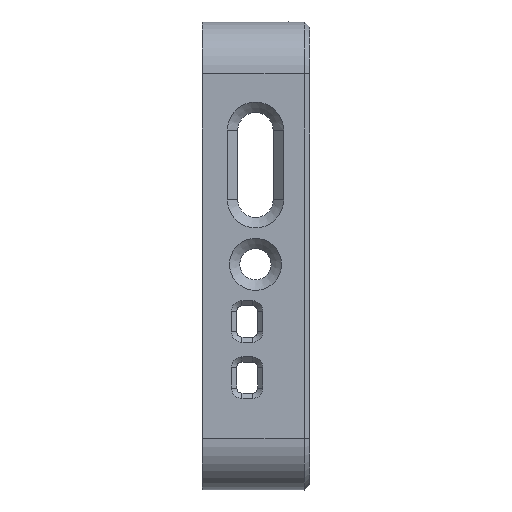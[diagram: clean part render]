
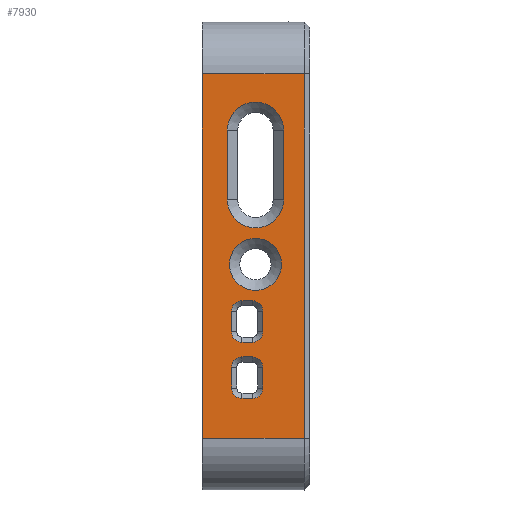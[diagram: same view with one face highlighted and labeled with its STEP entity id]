
A CAD part, left-side view. The second image highlights one B-rep face of the part: STEP entity #7930.
In plain terms, the highlighted planar face has unit normal (-1, 0, 0).
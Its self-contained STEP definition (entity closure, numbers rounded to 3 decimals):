
#52=FACE_BOUND('',#709,.T.);
#53=FACE_BOUND('',#710,.T.);
#54=FACE_BOUND('',#711,.T.);
#55=FACE_BOUND('',#712,.T.);
#99=PLANE('',#8472);
#246=FACE_OUTER_BOUND('',#708,.T.);
#708=EDGE_LOOP('',(#5364,#5365,#5366,#5367));
#709=EDGE_LOOP('',(#5368,#5369,#5370,#5371,#5372,#5373,#5374,#5375));
#710=EDGE_LOOP('',(#5376));
#711=EDGE_LOOP('',(#5377,#5378,#5379,#5380));
#712=EDGE_LOOP('',(#5381,#5382,#5383,#5384,#5385,#5386,#5387,#5388));
#1221=LINE('',#12580,#1822);
#1226=LINE('',#12596,#1827);
#1230=LINE('',#12608,#1831);
#1234=LINE('',#12620,#1835);
#1238=LINE('',#12631,#1839);
#1247=LINE('',#12654,#1848);
#1248=LINE('',#12655,#1849);
#1249=LINE('',#12656,#1850);
#1250=LINE('',#12659,#1851);
#1251=LINE('',#12663,#1852);
#1252=LINE('',#12667,#1853);
#1253=LINE('',#12671,#1854);
#1254=LINE('',#12679,#1855);
#1255=LINE('',#12682,#1856);
#1822=VECTOR('',#9743,10.);
#1827=VECTOR('',#9758,10.);
#1831=VECTOR('',#9770,10.);
#1835=VECTOR('',#9782,10.);
#1839=VECTOR('',#9794,10.);
#1848=VECTOR('',#9817,10.);
#1849=VECTOR('',#9818,10.);
#1850=VECTOR('',#9819,10.);
#1851=VECTOR('',#9820,10.);
#1852=VECTOR('',#9823,10.);
#1853=VECTOR('',#9826,10.);
#1854=VECTOR('',#9829,10.);
#1855=VECTOR('',#9836,10.);
#1856=VECTOR('',#9839,10.);
#2397=CIRCLE('',#8452,1.);
#2399=CIRCLE('',#8456,1.);
#2401=CIRCLE('',#8460,1.);
#2403=CIRCLE('',#8464,1.);
#2406=CIRCLE('',#8473,1.);
#2407=CIRCLE('',#8474,1.);
#2408=CIRCLE('',#8475,1.);
#2409=CIRCLE('',#8476,1.);
#2410=CIRCLE('',#8477,2.5);
#2411=CIRCLE('',#8478,2.7);
#2412=CIRCLE('',#8479,2.7);
#3090=VERTEX_POINT('',#12577);
#3091=VERTEX_POINT('',#12579);
#3093=VERTEX_POINT('',#12586);
#3096=VERTEX_POINT('',#12591);
#3097=VERTEX_POINT('',#12595);
#3099=VERTEX_POINT('',#12601);
#3101=VERTEX_POINT('',#12607);
#3103=VERTEX_POINT('',#12613);
#3105=VERTEX_POINT('',#12619);
#3107=VERTEX_POINT('',#12625);
#3114=VERTEX_POINT('',#12652);
#3115=VERTEX_POINT('',#12653);
#3116=VERTEX_POINT('',#12657);
#3117=VERTEX_POINT('',#12658);
#3118=VERTEX_POINT('',#12660);
#3119=VERTEX_POINT('',#12662);
#3120=VERTEX_POINT('',#12664);
#3121=VERTEX_POINT('',#12666);
#3122=VERTEX_POINT('',#12668);
#3123=VERTEX_POINT('',#12670);
#3124=VERTEX_POINT('',#12673);
#3125=VERTEX_POINT('',#12675);
#3126=VERTEX_POINT('',#12676);
#3127=VERTEX_POINT('',#12678);
#3128=VERTEX_POINT('',#12680);
#3948=EDGE_CURVE('',#3090,#3091,#1221,.T.);
#3955=EDGE_CURVE('',#3096,#3093,#2397,.T.);
#3956=EDGE_CURVE('',#3093,#3097,#1226,.T.);
#3961=EDGE_CURVE('',#3097,#3099,#2399,.T.);
#3962=EDGE_CURVE('',#3099,#3101,#1230,.T.);
#3967=EDGE_CURVE('',#3101,#3103,#2401,.T.);
#3968=EDGE_CURVE('',#3103,#3105,#1234,.T.);
#3973=EDGE_CURVE('',#3105,#3107,#2403,.T.);
#3974=EDGE_CURVE('',#3107,#3096,#1238,.T.);
#3985=EDGE_CURVE('',#3114,#3115,#1247,.T.);
#3986=EDGE_CURVE('',#3114,#3091,#1248,.T.);
#3987=EDGE_CURVE('',#3115,#3090,#1249,.T.);
#3988=EDGE_CURVE('',#3116,#3117,#1250,.T.);
#3989=EDGE_CURVE('',#3118,#3116,#2406,.T.);
#3990=EDGE_CURVE('',#3119,#3118,#1251,.T.);
#3991=EDGE_CURVE('',#3120,#3119,#2407,.T.);
#3992=EDGE_CURVE('',#3121,#3120,#1252,.T.);
#3993=EDGE_CURVE('',#3122,#3121,#2408,.T.);
#3994=EDGE_CURVE('',#3123,#3122,#1253,.T.);
#3995=EDGE_CURVE('',#3117,#3123,#2409,.T.);
#3996=EDGE_CURVE('',#3124,#3124,#2410,.T.);
#3997=EDGE_CURVE('',#3125,#3126,#2411,.T.);
#3998=EDGE_CURVE('',#3127,#3125,#1254,.T.);
#3999=EDGE_CURVE('',#3128,#3127,#2412,.T.);
#4000=EDGE_CURVE('',#3126,#3128,#1255,.T.);
#5364=ORIENTED_EDGE('',*,*,#3985,.F.);
#5365=ORIENTED_EDGE('',*,*,#3986,.T.);
#5366=ORIENTED_EDGE('',*,*,#3948,.F.);
#5367=ORIENTED_EDGE('',*,*,#3987,.F.);
#5368=ORIENTED_EDGE('',*,*,#3988,.F.);
#5369=ORIENTED_EDGE('',*,*,#3989,.F.);
#5370=ORIENTED_EDGE('',*,*,#3990,.F.);
#5371=ORIENTED_EDGE('',*,*,#3991,.F.);
#5372=ORIENTED_EDGE('',*,*,#3992,.F.);
#5373=ORIENTED_EDGE('',*,*,#3993,.F.);
#5374=ORIENTED_EDGE('',*,*,#3994,.F.);
#5375=ORIENTED_EDGE('',*,*,#3995,.F.);
#5376=ORIENTED_EDGE('',*,*,#3996,.F.);
#5377=ORIENTED_EDGE('',*,*,#3997,.F.);
#5378=ORIENTED_EDGE('',*,*,#3998,.F.);
#5379=ORIENTED_EDGE('',*,*,#3999,.F.);
#5380=ORIENTED_EDGE('',*,*,#4000,.F.);
#5381=ORIENTED_EDGE('',*,*,#3955,.F.);
#5382=ORIENTED_EDGE('',*,*,#3974,.F.);
#5383=ORIENTED_EDGE('',*,*,#3973,.F.);
#5384=ORIENTED_EDGE('',*,*,#3968,.F.);
#5385=ORIENTED_EDGE('',*,*,#3967,.F.);
#5386=ORIENTED_EDGE('',*,*,#3962,.F.);
#5387=ORIENTED_EDGE('',*,*,#3961,.F.);
#5388=ORIENTED_EDGE('',*,*,#3956,.F.);
#7930=ADVANCED_FACE('',(#246,#52,#53,#54,#55),#99,.T.);
#8452=AXIS2_PLACEMENT_3D('',#12593,#9754,#9755);
#8456=AXIS2_PLACEMENT_3D('',#12605,#9766,#9767);
#8460=AXIS2_PLACEMENT_3D('',#12617,#9778,#9779);
#8464=AXIS2_PLACEMENT_3D('',#12629,#9790,#9791);
#8472=AXIS2_PLACEMENT_3D('',#12651,#9815,#9816);
#8473=AXIS2_PLACEMENT_3D('',#12661,#9821,#9822);
#8474=AXIS2_PLACEMENT_3D('',#12665,#9824,#9825);
#8475=AXIS2_PLACEMENT_3D('',#12669,#9827,#9828);
#8476=AXIS2_PLACEMENT_3D('',#12672,#9830,#9831);
#8477=AXIS2_PLACEMENT_3D('',#12674,#9832,#9833);
#8478=AXIS2_PLACEMENT_3D('',#12677,#9834,#9835);
#8479=AXIS2_PLACEMENT_3D('',#12681,#9837,#9838);
#9743=DIRECTION('',(0.,0.,1.));
#9754=DIRECTION('center_axis',(-1.,0.,0.));
#9755=DIRECTION('ref_axis',(0.,-0.707,0.707));
#9758=DIRECTION('',(0.,1.,0.));
#9766=DIRECTION('center_axis',(-1.,0.,0.));
#9767=DIRECTION('ref_axis',(0.,0.707,0.707));
#9770=DIRECTION('',(0.,0.,-1.));
#9778=DIRECTION('center_axis',(-1.,0.,0.));
#9779=DIRECTION('ref_axis',(0.,0.707,-0.707));
#9782=DIRECTION('',(0.,-1.,0.));
#9790=DIRECTION('center_axis',(-1.,0.,0.));
#9791=DIRECTION('ref_axis',(0.,-0.707,-0.707));
#9794=DIRECTION('',(0.,0.,1.));
#9815=DIRECTION('center_axis',(-1.,0.,0.));
#9816=DIRECTION('ref_axis',(0.,0.,1.));
#9817=DIRECTION('',(0.,0.,-1.));
#9818=DIRECTION('',(0.,1.,0.));
#9819=DIRECTION('',(0.,1.,0.));
#9820=DIRECTION('',(0.,0.,1.));
#9821=DIRECTION('center_axis',(-1.,0.,0.));
#9822=DIRECTION('ref_axis',(0.,-0.707,-0.707));
#9823=DIRECTION('',(0.,-1.,0.));
#9824=DIRECTION('center_axis',(-1.,0.,0.));
#9825=DIRECTION('ref_axis',(0.,0.707,-0.707));
#9826=DIRECTION('',(0.,0.,-1.));
#9827=DIRECTION('center_axis',(-1.,0.,0.));
#9828=DIRECTION('ref_axis',(0.,0.707,0.707));
#9829=DIRECTION('',(0.,1.,0.));
#9830=DIRECTION('center_axis',(-1.,0.,0.));
#9831=DIRECTION('ref_axis',(0.,-0.707,0.707));
#9832=DIRECTION('center_axis',(-1.,0.,0.));
#9833=DIRECTION('ref_axis',(0.,0.,-1.));
#9834=DIRECTION('center_axis',(-1.,0.,0.));
#9835=DIRECTION('ref_axis',(0.,-1.,0.));
#9836=DIRECTION('',(0.,0.,-1.));
#9837=DIRECTION('center_axis',(-1.,0.,0.));
#9838=DIRECTION('ref_axis',(0.,1.,0.));
#9839=DIRECTION('',(0.,0.,1.));
#12577=CARTESIAN_POINT('',(-30.,10.3,-17.5));
#12579=CARTESIAN_POINT('',(-30.,10.3,17.5));
#12580=CARTESIAN_POINT('',(-30.,10.3,-17.5));
#12586=CARTESIAN_POINT('',(-30.,5.5,-9.7));
#12591=CARTESIAN_POINT('',(-30.,4.5,-10.7));
#12593=CARTESIAN_POINT('Origin',(-30.,5.5,-10.7));
#12595=CARTESIAN_POINT('',(-30.,6.5,-9.7));
#12596=CARTESIAN_POINT('',(-30.,2.5,-9.7));
#12601=CARTESIAN_POINT('',(-30.,7.5,-10.7));
#12605=CARTESIAN_POINT('Origin',(-30.,6.5,-10.7));
#12607=CARTESIAN_POINT('',(-30.,7.5,-12.7));
#12608=CARTESIAN_POINT('',(-30.,7.5,-13.85));
#12613=CARTESIAN_POINT('',(-30.,6.5,-13.7));
#12617=CARTESIAN_POINT('Origin',(-30.,6.5,-12.7));
#12619=CARTESIAN_POINT('',(-30.,5.5,-13.7));
#12620=CARTESIAN_POINT('',(-30.,3.5,-13.7));
#12625=CARTESIAN_POINT('',(-30.,4.5,-12.7));
#12629=CARTESIAN_POINT('Origin',(-30.,5.5,-12.7));
#12631=CARTESIAN_POINT('',(-30.,4.5,-15.35));
#12651=CARTESIAN_POINT('Origin',(-30.,0.,-17.5));
#12652=CARTESIAN_POINT('',(-30.,0.5,17.5));
#12653=CARTESIAN_POINT('',(-30.,0.5,-17.5));
#12654=CARTESIAN_POINT('',(-30.,0.5,-8.75));
#12655=CARTESIAN_POINT('',(-30.,0.,17.5));
#12656=CARTESIAN_POINT('',(-30.,0.,-17.5));
#12657=CARTESIAN_POINT('',(-30.,4.5,-7.3));
#12658=CARTESIAN_POINT('',(-30.,4.5,-5.3));
#12659=CARTESIAN_POINT('',(-30.,4.5,-12.65));
#12660=CARTESIAN_POINT('',(-30.,5.5,-8.3));
#12661=CARTESIAN_POINT('Origin',(-30.,5.5,-7.3));
#12662=CARTESIAN_POINT('',(-30.,6.5,-8.3));
#12663=CARTESIAN_POINT('',(-30.,3.5,-8.3));
#12664=CARTESIAN_POINT('',(-30.,7.5,-7.3));
#12665=CARTESIAN_POINT('Origin',(-30.,6.5,-7.3));
#12666=CARTESIAN_POINT('',(-30.,7.5,-5.3));
#12667=CARTESIAN_POINT('',(-30.,7.5,-11.15));
#12668=CARTESIAN_POINT('',(-30.,6.5,-4.3));
#12669=CARTESIAN_POINT('Origin',(-30.,6.5,-5.3));
#12670=CARTESIAN_POINT('',(-30.,5.5,-4.3));
#12671=CARTESIAN_POINT('',(-30.,2.5,-4.3));
#12672=CARTESIAN_POINT('Origin',(-30.,5.5,-5.3));
#12673=CARTESIAN_POINT('',(-30.,5.2,1.7));
#12674=CARTESIAN_POINT('Origin',(-30.,5.2,-0.8));
#12675=CARTESIAN_POINT('',(-30.,7.9,5.4));
#12676=CARTESIAN_POINT('',(-30.,2.5,5.4));
#12677=CARTESIAN_POINT('Origin',(-30.,5.2,5.4));
#12678=CARTESIAN_POINT('',(-30.,7.9,12.1));
#12679=CARTESIAN_POINT('',(-30.,7.9,-2.7));
#12680=CARTESIAN_POINT('',(-30.,2.5,12.1));
#12681=CARTESIAN_POINT('Origin',(-30.,5.2,12.1));
#12682=CARTESIAN_POINT('',(-30.,2.5,-8.75));
